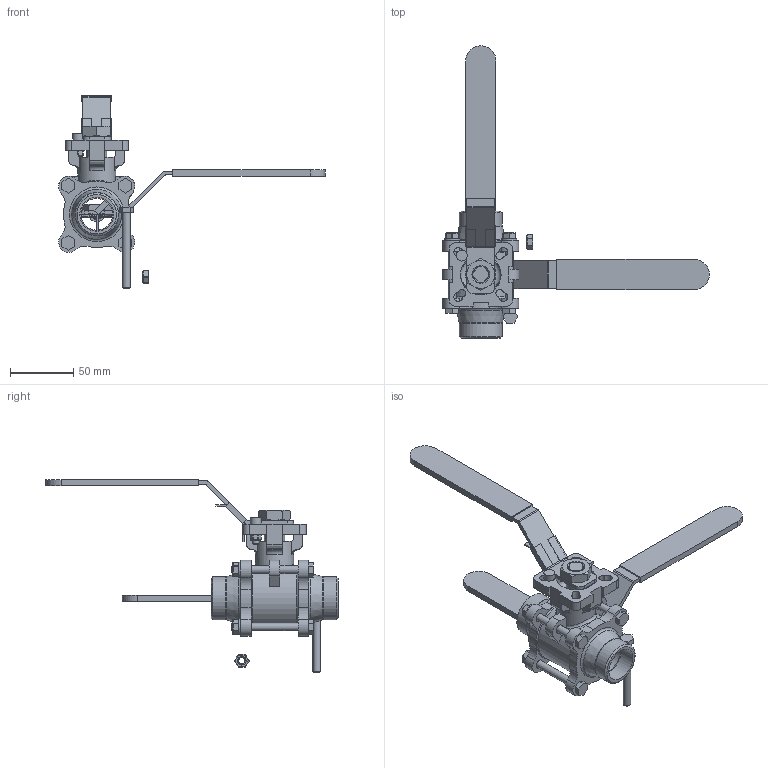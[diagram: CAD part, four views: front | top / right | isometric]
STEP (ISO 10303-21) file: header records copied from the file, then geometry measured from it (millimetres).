
FILE_DESCRIPTION( ( 'Unknown' ), '1' );
FILE_NAME( '8.122.025.stp', 'Unknown', ( 'Unknown' ), ( 'Unknown' ), 'PSStep 13.0', 'Unknown', ' ' );
FILE_SCHEMA( ( 'AUTOMOTIVE_DESIGN { 1 0 10303 214 1 1 1 1 }' ) );
Length unit declared in the file: millimetre
Products named in the file (13): Hebel 025-032; Assem1; 8.122.025; Hebel 025_032; Ummantelung 025_032; MutterM14; DIN558_M_6x60.1.3; DIN126-M6; DIN934-M6.1.1; DIN934_M5; DIN912_M5x16; Lasche025_032
Bounding box: 209.98 x 230 x 151.9 mm (x, y, z)
Volume: 535950.4 mm3; surface area: 220894.2 mm2
Topology: 44 solids, 44 shells, 1111 faces, 2934 edges, 1928 vertices
Faces by surface type: plane 701, cylinder 281, cone 81, torus 30, bspline 18
Full cylindrical faces by diameter (mm): 4.134 x2, 5 x11, 6 x9, 6.6 x9, 7 x30, 8.5 x2, 12 x11, 16 x3, 25 x3, 26.7 x6, 30 x3, 32 x3, 34 x6, 50 x3
Entity records: 14555 total; most frequent: CARTESIAN_POINT 4197, DIRECTION 1587, ORIENTED_EDGE 1552, EDGE_CURVE 776, AXIS2_PLACEMENT_3D 553, VERTEX_POINT 534, LINE 481, VECTOR 481
